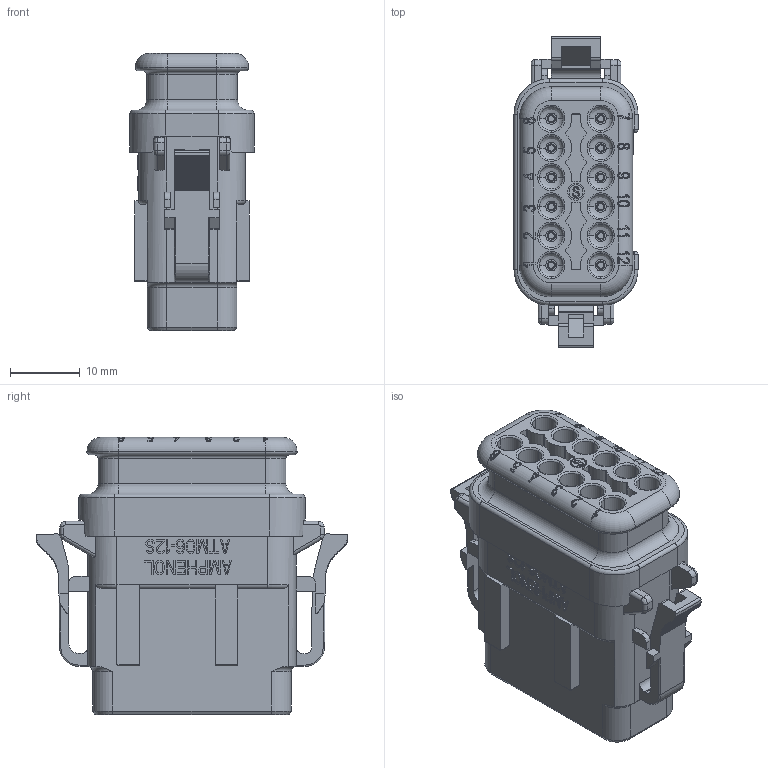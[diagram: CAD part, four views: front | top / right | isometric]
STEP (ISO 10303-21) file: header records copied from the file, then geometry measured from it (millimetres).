
FILE_DESCRIPTION((''),'2;1');
FILE_NAME('26-54229-12SA','2015-07-28T',('jarry.li'),(''),'PRO/ENGINEER BY PARAMETRIC TECHNOLOGY CORPORATION, 2013230','PRO/ENGINEER BY PARAMETRIC TECHNOLOGY CORPORATION, 2013230','');
FILE_SCHEMA(('CONFIG_CONTROL_DESIGN'));
Products named in the file (1): 26-54229-12SA
Bounding box: 17.8 x 44.65 x 39.74 mm (x, y, z)
Volume: 14862.7 mm3; surface area: 9081.8 mm2
Topology: 1 solids, 48 shells, 2310 faces, 6062 edges, 3942 vertices
Faces by surface type: plane 1443, cylinder 366, extrusion 308, torus 125, bspline 58, cone 8, sphere 2
Entity records: 74477 total; most frequent: CARTESIAN_POINT 18332, ORIENTED_EDGE 12124, DIRECTION 10530, EDGE_CURVE 6062, VECTOR 4596, LINE 4288, VERTEX_POINT 3942, AXIS2_PLACEMENT_3D 2967
